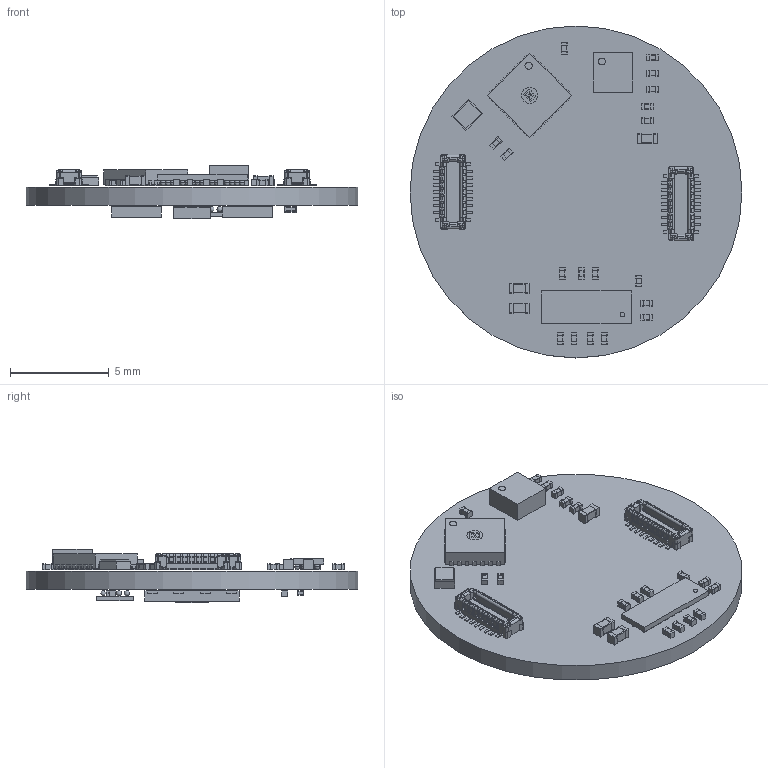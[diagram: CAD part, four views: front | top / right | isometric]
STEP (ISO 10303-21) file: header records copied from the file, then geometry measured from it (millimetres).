
FILE_DESCRIPTION(('KiCad electronic assembly'),'2;1');
FILE_NAME('ZSWatch-Extension.step','2026-02-20T15:05:39',('Pcbnew'),( 'Kicad'),'Open CASCADE STEP processor 7.8','KiCad to STEP converter' ,'Unknown');
FILE_SCHEMA(('AUTOMOTIVE_DESIGN { 1 0 10303 214 1 1 1 1 }'));
Length unit declared in the file: millimetre
Products named in the file (21): ZSWatch-Extension 1; 101P014FB110; BW93_SERIES; C_0201_0603Metric; L_0201_0603Metric; L_0402_1005Metric; ECS-.327-6-1210-TR; solidBody; solidTop1; solidLead; C_0402_1005Metric; MAXIM_90-100089; DA7212-01UM2; LGA-12_2x2mm_P0.5mm; VEMD8080; R_0201_0603Metric; SFH7016; MAX86141ENP+T; Array; Body; kibot_al2r_qfm_PCB
Assembly tree (42 placements, depth 3):
  ZSWatch-Extension 1
    101P014FB110  x2
      BW93_SERIES
    C_0201_0603Metric  x20
    L_0201_0603Metric
    L_0402_1005Metric  x2
    ECS-.327-6-1210-TR
      solidBody
      solidTop1
      solidLead
    C_0402_1005Metric
    MAXIM_90-100089
    DA7212-01UM2
    LGA-12_2x2mm_P0.5mm
    VEMD8080  x2
    R_0201_0603Metric
    SFH7016
    MAX86141ENP+T
      Array
      Body
    kibot_al2r_qfm_PCB
Bounding box: 16.8 x 16.8 x 2.69 mm (x, y, z)
Volume: 234 mm3; surface area: 838.9 mm2
Topology: 147 solids, 147 shells, 3269 faces, 8641 edges, 5502 vertices
Faces by surface type: plane 2468, cylinder 661, bspline 80, cone 32, sphere 28
Full cylindrical faces by diameter (mm): 0.231 x1, 0.35 x1, 16.8 x1
Entity records: 60429 total; most frequent: CARTESIAN_POINT 10210, ORIENTED_EDGE 8510, DIRECTION 8077, EDGE_CURVE 4255, LINE 3677, VECTOR 3677, VERTEX_POINT 2790, AXIS2_PLACEMENT_3D 2200
